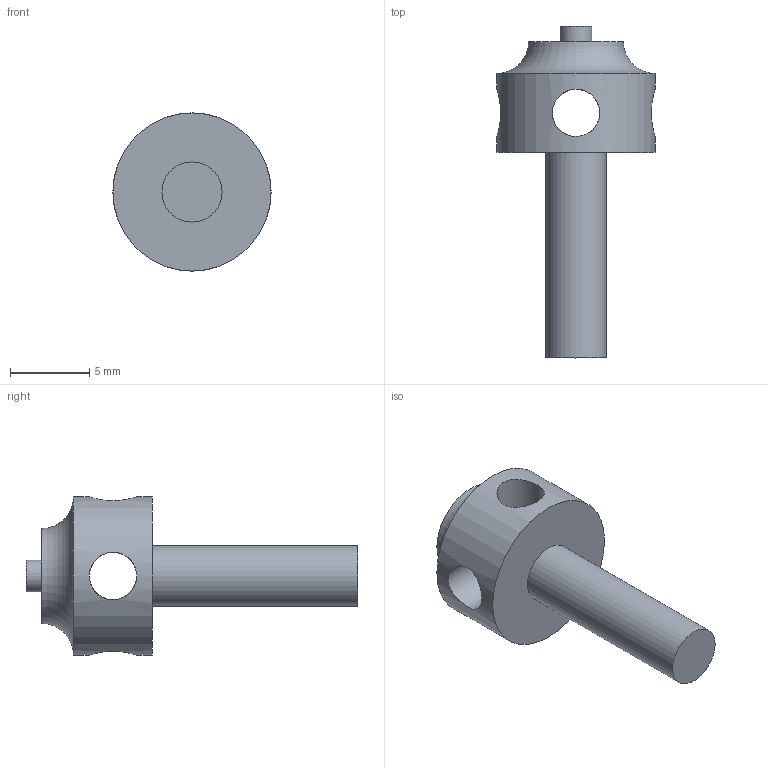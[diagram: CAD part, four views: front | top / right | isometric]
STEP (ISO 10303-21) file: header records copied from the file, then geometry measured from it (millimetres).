
FILE_DESCRIPTION(/* description */ (''),/* implementation_level */ '2;1');
FILE_NAME(/* name */ '04-02-Contact v3.step',/* time_stamp */ '2023-12-27T09:28:32+01:00',/* author */ (''),/* organization */ (''),/* preprocessor_version */ 'ST-DEVELOPER v20',/* originating_system */ 'Autodesk Translation Framework v12.14.0.127',/* authorisation */ '');
FILE_SCHEMA (('AUTOMOTIVE_DESIGN { 1 0 10303 214 3 1 1 }'));
Length unit declared in the file: millimetre
Products named in the file (1): 04-02-Contact
Bounding box: 10 x 21 x 10 mm (x, y, z)
Volume: 496.7 mm3; surface area: 618.5 mm2
Topology: 1 solids, 1 shells, 12 faces, 33 edges, 22 vertices
Faces by surface type: cylinder 7, plane 4, torus 1
Full cylindrical faces by diameter (mm): 2 x1, 3 x4, 3.8 x1, 10 x1
Entity records: 559 total; most frequent: CARTESIAN_POINT 210, ORIENTED_EDGE 66, DIRECTION 64, EDGE_CURVE 33, AXIS2_PLACEMENT_3D 28, VERTEX_POINT 22, EDGE_LOOP 17, FACE_OUTER_BOUND 12
